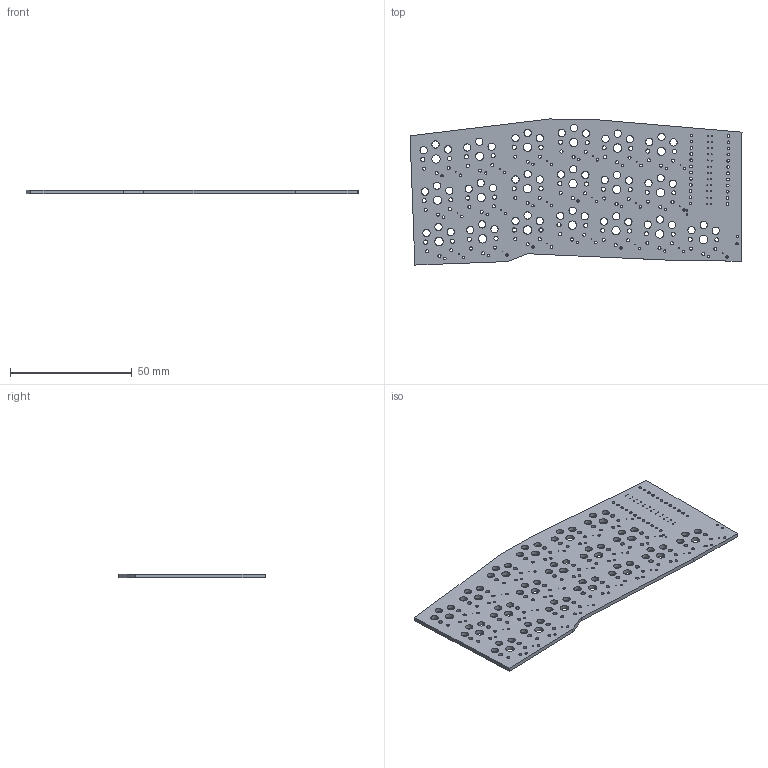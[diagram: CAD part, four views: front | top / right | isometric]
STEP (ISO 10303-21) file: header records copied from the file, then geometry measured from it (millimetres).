
FILE_DESCRIPTION(('KiCad electronic assembly'),'2;1');
FILE_NAME('pcb_main.step','2022-10-26T21:58:45',('Pcbnew'),('Kicad'), 'Open CASCADE STEP processor 7.5','KiCad to STEP converter','Unknown' );
FILE_SCHEMA(('AUTOMOTIVE_DESIGN { 1 0 10303 214 1 1 1 1 }'));
Length unit declared in the file: millimetre
Products named in the file (2): pcb_main 1; _autosave-pcb_tilt_v1 PCB
Assembly tree (1 placements, depth 2):
  pcb_main 1
    _autosave-pcb_tilt_v1 PCB
Bounding box: 136.51 x 60.07 x 1.6 mm (x, y, z)
Volume: 10671.3 mm3; surface area: 16235.1 mm2
Topology: 1 solids, 1 shells, 291 faces, 867 edges, 578 vertices
Faces by surface type: cylinder 280, plane 11
Full cylindrical faces by diameter (mm): 0.3 x19, 0.4 x24, 0.7 x2, 0.9 x2, 0.991 x38, 1.1 x24, 1.27 x57, 1.702 x38, 3 x57, 3.429 x19
Entity records: 22559 total; most frequent: DIRECTION 3747, CARTESIAN_POINT 3472, ORIENTED_EDGE 1734, PCURVE 1734, DEFINITIONAL_REPRESENTATION 1734, LINE 1481, VECTOR 1481, CIRCLE 1120
